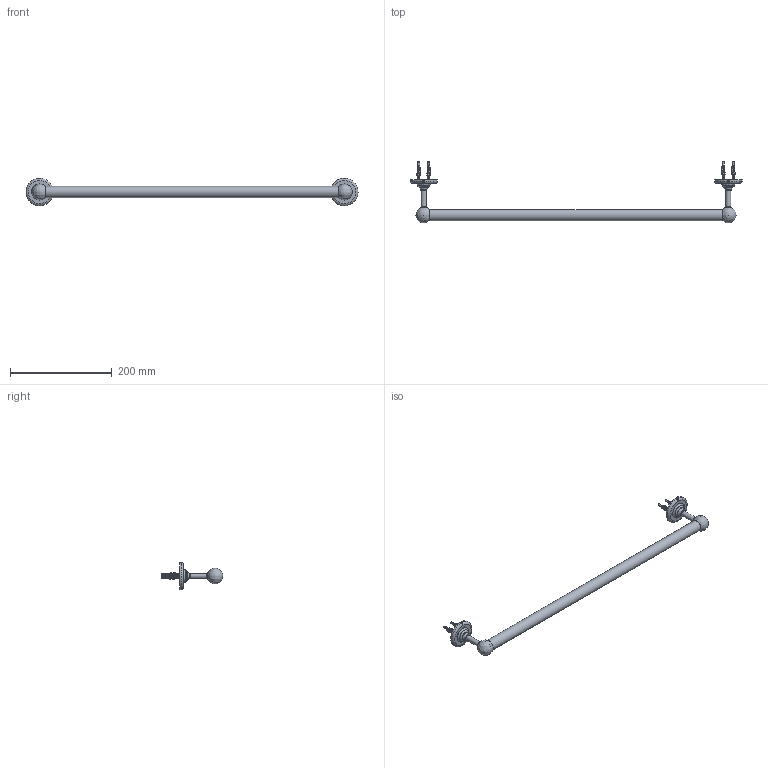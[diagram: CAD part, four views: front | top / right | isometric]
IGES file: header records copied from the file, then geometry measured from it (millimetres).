
Global section: file name: N4355-60-M; native system: Autodesk Inventor 2014; preprocessor: unknown; author: aprice; date: 20140707.154926; units: millimetre
Bounding box: 654 x 122 x 54 mm (x, y, z)
Volume: 93138.6 mm3; surface area: 119434.1 mm2
Topology: 21 solids, 21 shells, 1192 faces, 3538 edges, 2366 vertices
Faces by surface type: bspline 1192
